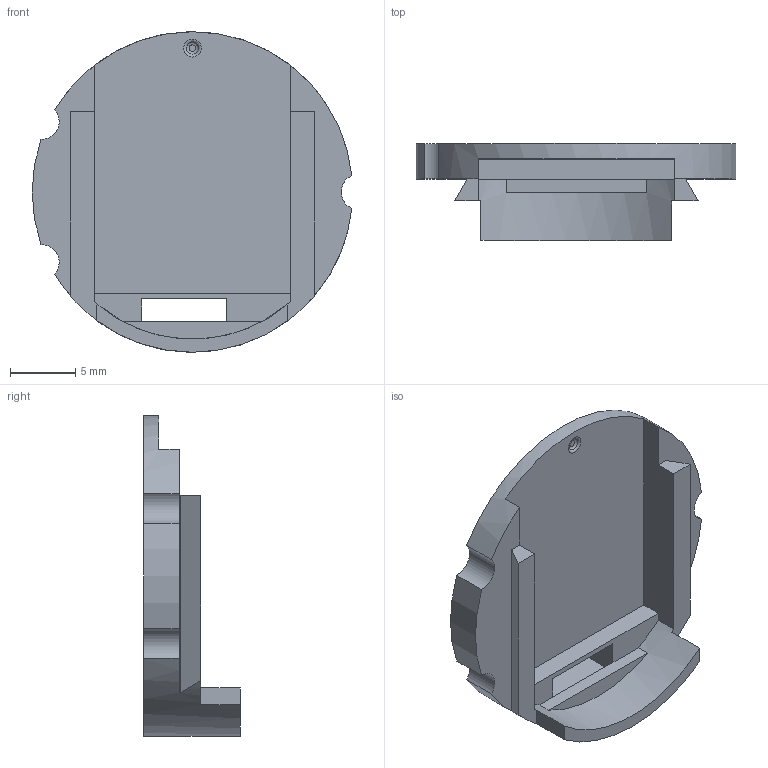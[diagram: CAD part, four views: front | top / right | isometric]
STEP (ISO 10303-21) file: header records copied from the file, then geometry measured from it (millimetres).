
FILE_DESCRIPTION(/* description */ (''),/* implementation_level */ '2;1');
FILE_NAME(/* name */ 'bottom2_2.stp',/* time_stamp */ '2015-07-22T15:45:22+02:00',/* author */ ('MathieuLe Goc'),/* organization */ (''),/* preprocessor_version */ 'ST-DEVELOPER v15.6',/* originating_system */ 'Autodesk Inventor 2015',/* authorisation */ '');
FILE_SCHEMA (('AUTOMOTIVE_DESIGN { 1 0 10303 214 3 1 1 }'));
Length unit declared in the file: millimetre
Products named in the file (1): bottom2_2
Bounding box: 24.44 x 7.38 x 24.5 mm (x, y, z)
Volume: 922.8 mm3; surface area: 1522.1 mm2
Topology: 1 solids, 1 shells, 36 faces, 103 edges, 69 vertices
Faces by surface type: plane 27, cylinder 7, torus 1, bspline 1
Entity records: 1232 total; most frequent: CARTESIAN_POINT 236, DIRECTION 206, ORIENTED_EDGE 204, EDGE_CURVE 102, VERTEX_POINT 69, AXIS2_PLACEMENT_3D 69, LINE 68, VECTOR 68
